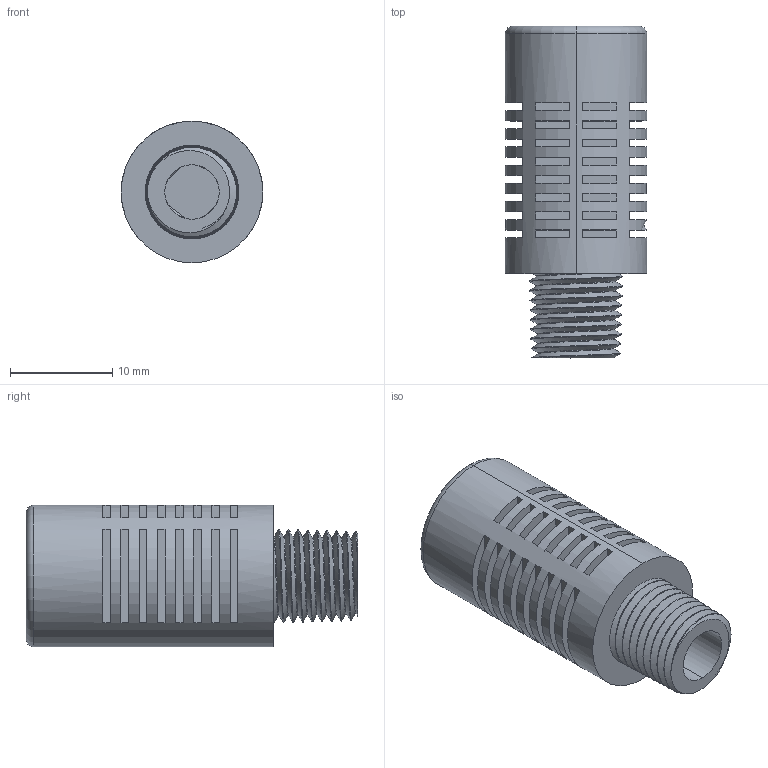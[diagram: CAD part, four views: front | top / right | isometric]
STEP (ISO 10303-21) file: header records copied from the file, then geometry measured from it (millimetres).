
FILE_DESCRIPTION (( 'STEP AP203' ), '1' );
FILE_NAME ('SPL-18N.step', '2016-02-15T20:19:31', ( '' ), ( '' ), 'SwSTEP 2.0', 'SolidWorks 2015', '' );
FILE_SCHEMA (( 'CONFIG_CONTROL_DESIGN' ));
Length unit declared in the file: inch
Products named in the file (1): SPL-18N
Bounding box: 13.84 x 32.44 x 13.84 mm (x, y, z)
Volume: 2939.3 mm3; surface area: 3691 mm2
Topology: 1 solids, 1 shells, 178 faces, 472 edges, 314 vertices
Faces by surface type: plane 149, cone 19, cylinder 4, bspline 4, torus 2
Entity records: 10319 total; most frequent: CARTESIAN_POINT 5747, ORIENTED_EDGE 944, DIRECTION 880, EDGE_CURVE 472, VERTEX_POINT 314, VECTOR 310, LINE 310, AXIS2_PLACEMENT_3D 285
